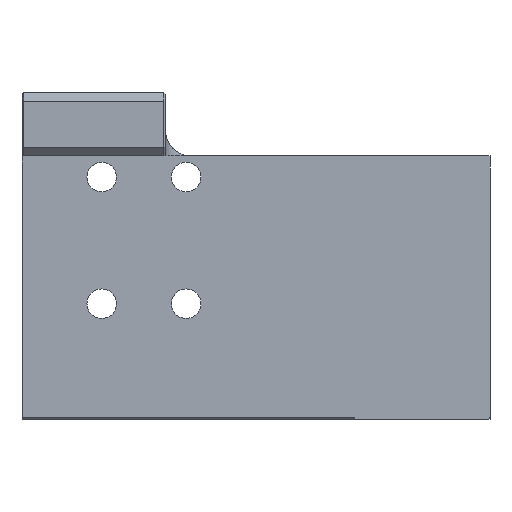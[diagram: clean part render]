
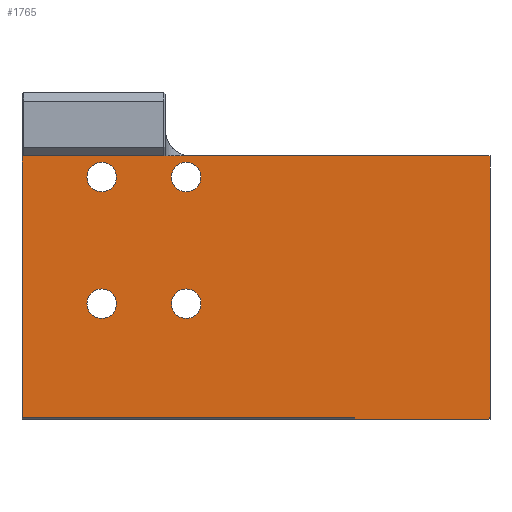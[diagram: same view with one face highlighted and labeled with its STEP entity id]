
A CAD part, left-side view. The second image highlights one B-rep face of the part: STEP entity #1765.
In plain terms, the highlighted planar face has unit normal (-1, 0, 0).
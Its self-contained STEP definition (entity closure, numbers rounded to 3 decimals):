
#77=FACE_BOUND('',#310,.T.);
#78=FACE_BOUND('',#311,.T.);
#79=FACE_BOUND('',#312,.T.);
#80=FACE_BOUND('',#313,.T.);
#100=CIRCLE('',#1890,3.);
#101=CIRCLE('',#1891,1.75);
#102=CIRCLE('',#1892,1.75);
#103=CIRCLE('',#1893,1.75);
#104=CIRCLE('',#1894,1.75);
#201=FACE_OUTER_BOUND('',#309,.T.);
#309=EDGE_LOOP('',(#1224,#1225,#1226,#1227,#1228,#1229,#1230,#1231,#1232));
#310=EDGE_LOOP('',(#1233));
#311=EDGE_LOOP('',(#1234));
#312=EDGE_LOOP('',(#1235));
#313=EDGE_LOOP('',(#1236));
#427=LINE('',#2677,#587);
#452=LINE('',#2741,#612);
#454=LINE('',#2746,#614);
#455=LINE('',#2750,#615);
#456=LINE('',#2752,#616);
#457=LINE('',#2753,#617);
#458=LINE('',#2754,#618);
#459=LINE('',#2755,#619);
#587=VECTOR('',#2095,10.);
#612=VECTOR('',#2144,10.);
#614=VECTOR('',#2148,10.);
#615=VECTOR('',#2151,10.);
#616=VECTOR('',#2152,10.);
#617=VECTOR('',#2153,10.);
#618=VECTOR('',#2154,10.);
#619=VECTOR('',#2155,10.);
#746=VERTEX_POINT('',#2674);
#747=VERTEX_POINT('',#2676);
#773=VERTEX_POINT('',#2738);
#774=VERTEX_POINT('',#2740);
#775=VERTEX_POINT('',#2744);
#776=VERTEX_POINT('',#2745);
#777=VERTEX_POINT('',#2747);
#778=VERTEX_POINT('',#2749);
#779=VERTEX_POINT('',#2751);
#780=VERTEX_POINT('',#2756);
#781=VERTEX_POINT('',#2758);
#782=VERTEX_POINT('',#2760);
#783=VERTEX_POINT('',#2762);
#915=EDGE_CURVE('',#746,#747,#427,.T.);
#947=EDGE_CURVE('',#774,#773,#452,.T.);
#949=EDGE_CURVE('',#775,#776,#454,.T.);
#950=EDGE_CURVE('',#777,#776,#100,.F.);
#951=EDGE_CURVE('',#777,#778,#455,.T.);
#952=EDGE_CURVE('',#778,#779,#456,.T.);
#953=EDGE_CURVE('',#779,#774,#457,.T.);
#954=EDGE_CURVE('',#747,#773,#458,.T.);
#955=EDGE_CURVE('',#775,#746,#459,.T.);
#956=EDGE_CURVE('',#780,#780,#101,.T.);
#957=EDGE_CURVE('',#781,#781,#102,.T.);
#958=EDGE_CURVE('',#782,#782,#103,.T.);
#959=EDGE_CURVE('',#783,#783,#104,.T.);
#1224=ORIENTED_EDGE('',*,*,#949,.T.);
#1225=ORIENTED_EDGE('',*,*,#950,.F.);
#1226=ORIENTED_EDGE('',*,*,#951,.T.);
#1227=ORIENTED_EDGE('',*,*,#952,.T.);
#1228=ORIENTED_EDGE('',*,*,#953,.T.);
#1229=ORIENTED_EDGE('',*,*,#947,.T.);
#1230=ORIENTED_EDGE('',*,*,#954,.F.);
#1231=ORIENTED_EDGE('',*,*,#915,.F.);
#1232=ORIENTED_EDGE('',*,*,#955,.F.);
#1233=ORIENTED_EDGE('',*,*,#956,.F.);
#1234=ORIENTED_EDGE('',*,*,#957,.F.);
#1235=ORIENTED_EDGE('',*,*,#958,.F.);
#1236=ORIENTED_EDGE('',*,*,#959,.F.);
#1712=PLANE('',#1889);
#1765=ADVANCED_FACE('',(#201,#77,#78,#79,#80),#1712,.T.);
#1889=AXIS2_PLACEMENT_3D('',#2743,#2146,#2147);
#1890=AXIS2_PLACEMENT_3D('',#2748,#2149,#2150);
#1891=AXIS2_PLACEMENT_3D('',#2757,#2156,#2157);
#1892=AXIS2_PLACEMENT_3D('',#2759,#2158,#2159);
#1893=AXIS2_PLACEMENT_3D('',#2761,#2160,#2161);
#1894=AXIS2_PLACEMENT_3D('',#2763,#2162,#2163);
#2095=DIRECTION('',(0.,1.,0.));
#2144=DIRECTION('',(0.,-1.,0.));
#2146=DIRECTION('center_axis',(-1.,0.,0.));
#2147=DIRECTION('ref_axis',(0.,1.,0.));
#2148=DIRECTION('',(0.,1.,0.));
#2149=DIRECTION('center_axis',(1.,0.,0.));
#2150=DIRECTION('ref_axis',(0.,0.707,-0.707));
#2151=DIRECTION('',(0.,0.,-1.));
#2152=DIRECTION('',(0.,1.,0.));
#2153=DIRECTION('',(0.,0.,-1.));
#2154=DIRECTION('',(0.,0.,1.));
#2155=DIRECTION('',(0.,0.,-1.));
#2156=DIRECTION('center_axis',(-1.,0.,0.));
#2157=DIRECTION('ref_axis',(0.,1.,0.));
#2158=DIRECTION('center_axis',(-1.,0.,0.));
#2159=DIRECTION('ref_axis',(0.,1.,0.));
#2160=DIRECTION('center_axis',(-1.,0.,0.));
#2161=DIRECTION('ref_axis',(0.,1.,0.));
#2162=DIRECTION('center_axis',(-1.,0.,0.));
#2163=DIRECTION('ref_axis',(0.,1.,0.));
#2674=CARTESIAN_POINT('',(-130.,105.509,128.8));
#2676=CARTESIAN_POINT('',(-130.,121.509,128.8));
#2677=CARTESIAN_POINT('',(-130.,117.509,128.8));
#2738=CARTESIAN_POINT('',(-130.,121.509,129.));
#2740=CARTESIAN_POINT('',(-130.,160.959,129.));
#2741=CARTESIAN_POINT('',(-130.,152.759,129.));
#2743=CARTESIAN_POINT('Origin',(-130.,144.009,145.9));
#2744=CARTESIAN_POINT('',(-130.,105.509,160.));
#2745=CARTESIAN_POINT('',(-130.,140.959,160.));
#2746=CARTESIAN_POINT('',(-130.,139.759,160.));
#2747=CARTESIAN_POINT('',(-130.,141.159,160.007));
#2748=CARTESIAN_POINT('Origin',(-130.,140.959,163.));
#2749=CARTESIAN_POINT('',(-130.,141.159,160.));
#2750=CARTESIAN_POINT('',(-130.,141.159,157.45));
#2751=CARTESIAN_POINT('',(-130.,160.959,160.));
#2752=CARTESIAN_POINT('',(-130.,139.759,160.));
#2753=CARTESIAN_POINT('',(-130.,160.959,145.15));
#2754=CARTESIAN_POINT('',(-130.,121.509,152.2));
#2755=CARTESIAN_POINT('',(-130.,105.509,136.6));
#2756=CARTESIAN_POINT('',(-130.,149.759,157.5));
#2757=CARTESIAN_POINT('Origin',(-130.,151.509,157.5));
#2758=CARTESIAN_POINT('',(-130.,149.759,142.5));
#2759=CARTESIAN_POINT('Origin',(-130.,151.509,142.5));
#2760=CARTESIAN_POINT('',(-130.,139.759,142.5));
#2761=CARTESIAN_POINT('Origin',(-130.,141.509,142.5));
#2762=CARTESIAN_POINT('',(-130.,139.759,157.5));
#2763=CARTESIAN_POINT('Origin',(-130.,141.509,157.5));
